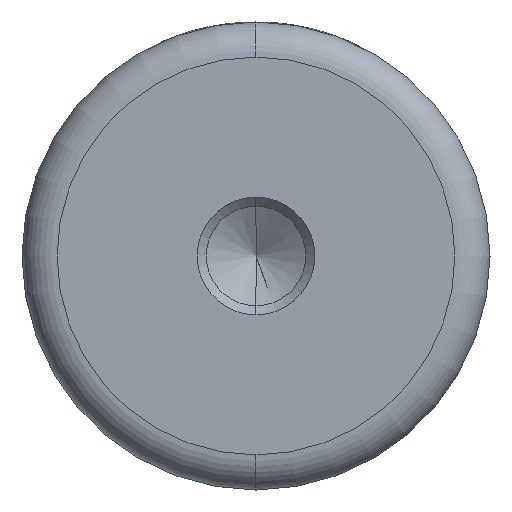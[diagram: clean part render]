
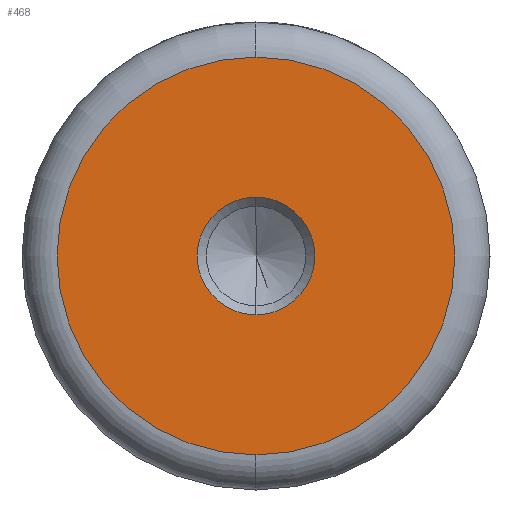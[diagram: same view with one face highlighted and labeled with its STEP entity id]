
A CAD part, left-side view. The second image highlights one B-rep face of the part: STEP entity #468.
In plain terms, the highlighted planar face has unit normal (-1, 0, 0).
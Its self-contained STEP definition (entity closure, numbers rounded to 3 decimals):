
#14 = CARTESIAN_POINT ( 'NONE',  ( 0., 0., 5.025 ) ) ;
#53 = CARTESIAN_POINT ( 'NONE',  ( 0., 0., 0. ) ) ;
#74 = VERTEX_POINT ( 'NONE', #1264 ) ;
#88 = VERTEX_POINT ( 'NONE', #506 ) ;
#91 = CIRCLE ( 'NONE', #894, 17. ) ;
#154 = EDGE_CURVE ( 'NONE', #88, #74, #91, .T. ) ;
#185 = DIRECTION ( 'NONE',  ( 0., 0., 1. ) ) ;
#212 = EDGE_CURVE ( 'NONE', #924, #886, #1376, .T. ) ;
#236 = FACE_OUTER_BOUND ( 'NONE', #663, .T. ) ;
#318 = ORIENTED_EDGE ( 'NONE', *, *, #212, .F. ) ;
#352 = EDGE_LOOP ( 'NONE', ( #318, #737 ) ) ;
#381 = AXIS2_PLACEMENT_3D ( 'NONE', #1386, #953, #1282 ) ;
#404 = DIRECTION ( 'NONE',  ( -1., 0., 0. ) ) ;
#413 = EDGE_CURVE ( 'NONE', #886, #924, #1417, .T. ) ;
#426 = ORIENTED_EDGE ( 'NONE', *, *, #154, .T. ) ;
#468 = ADVANCED_FACE ( 'NONE', ( #830, #236 ), #528, .T. ) ;
#506 = CARTESIAN_POINT ( 'NONE',  ( 0., 0., -17. ) ) ;
#528 = PLANE ( 'NONE',  #381 ) ;
#622 = CARTESIAN_POINT ( 'NONE',  ( 0., 0., 0. ) ) ;
#636 = CARTESIAN_POINT ( 'NONE',  ( 0., 0., 0. ) ) ;
#652 = CARTESIAN_POINT ( 'NONE',  ( 0., 0., -5.025 ) ) ;
#663 = EDGE_LOOP ( 'NONE', ( #1112, #426 ) ) ;
#724 = DIRECTION ( 'NONE',  ( 0., 0., 1. ) ) ;
#737 = ORIENTED_EDGE ( 'NONE', *, *, #413, .F. ) ;
#738 = DIRECTION ( 'NONE',  ( 0., 0., 1. ) ) ;
#830 = FACE_BOUND ( 'NONE', #352, .T. ) ;
#859 = DIRECTION ( 'NONE',  ( -1., 0., 0. ) ) ;
#886 = VERTEX_POINT ( 'NONE', #652 ) ;
#894 = AXIS2_PLACEMENT_3D ( 'NONE', #636, #1390, #738 ) ;
#919 = AXIS2_PLACEMENT_3D ( 'NONE', #53, #859, #185 ) ;
#924 = VERTEX_POINT ( 'NONE', #14 ) ;
#953 = DIRECTION ( 'NONE',  ( -1., 0., 0. ) ) ;
#999 = AXIS2_PLACEMENT_3D ( 'NONE', #1051, #404, #1161 ) ;
#1014 = CIRCLE ( 'NONE', #1439, 17. ) ;
#1051 = CARTESIAN_POINT ( 'NONE',  ( 0., 0., 0. ) ) ;
#1112 = ORIENTED_EDGE ( 'NONE', *, *, #1281, .T. ) ;
#1161 = DIRECTION ( 'NONE',  ( 0., 0., 1. ) ) ;
#1264 = CARTESIAN_POINT ( 'NONE',  ( 0., 0., 17. ) ) ;
#1281 = EDGE_CURVE ( 'NONE', #74, #88, #1014, .T. ) ;
#1282 = DIRECTION ( 'NONE',  ( 0., 0., 1. ) ) ;
#1375 = DIRECTION ( 'NONE',  ( -1., 0., 0. ) ) ;
#1376 = CIRCLE ( 'NONE', #919, 5.025 ) ;
#1386 = CARTESIAN_POINT ( 'NONE',  ( 0., 0., 0. ) ) ;
#1390 = DIRECTION ( 'NONE',  ( -1., 0., 0. ) ) ;
#1417 = CIRCLE ( 'NONE', #999, 5.025 ) ;
#1439 = AXIS2_PLACEMENT_3D ( 'NONE', #622, #1375, #724 ) ;
